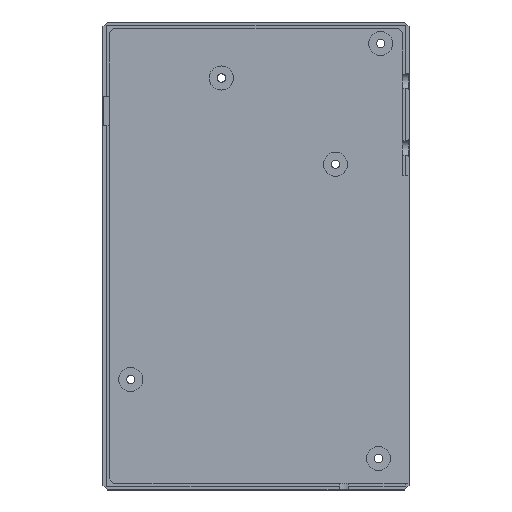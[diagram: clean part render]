
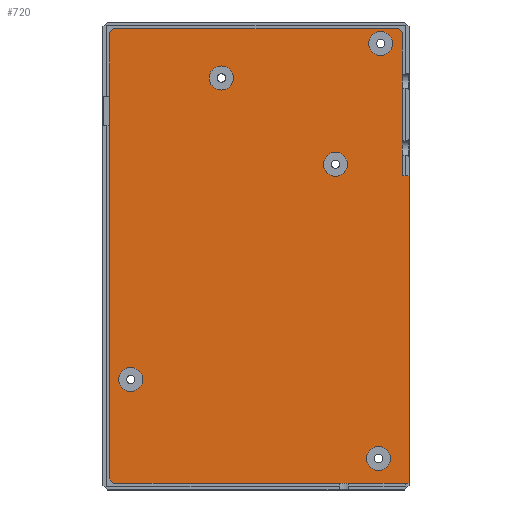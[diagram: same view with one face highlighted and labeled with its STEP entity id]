
A CAD part, top view. The second image highlights one B-rep face of the part: STEP entity #720.
In plain terms, the highlighted planar face has unit normal (0, 0, 1).
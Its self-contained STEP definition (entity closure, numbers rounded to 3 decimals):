
#84 = VERTEX_POINT('',#85);
#85 = CARTESIAN_POINT('',(35.,18.385,-9.));
#91 = EDGE_CURVE('',#92,#84,#94,.T.);
#92 = VERTEX_POINT('',#93);
#93 = CARTESIAN_POINT('',(35.,-52.,-9.));
#94 = LINE('',#95,#96);
#95 = CARTESIAN_POINT('',(35.,-52.,-9.));
#96 = VECTOR('',#97,1.);
#97 = DIRECTION('',(0.,1.,0.));
#529 = EDGE_CURVE('',#92,#530,#532,.T.);
#530 = VERTEX_POINT('',#531);
#531 = CARTESIAN_POINT('',(-32.5,-52.,-9.));
#532 = LINE('',#533,#534);
#533 = CARTESIAN_POINT('',(35.,-52.,-9.));
#534 = VECTOR('',#535,1.);
#535 = DIRECTION('',(-1.,-0.,-0.));
#720 = ADVANCED_FACE('',(#721,#779,#790,#801,#812,#823),#834,.T.);
#721 = FACE_BOUND('',#722,.T.);
#722 = EDGE_LOOP('',(#723,#724,#725,#733,#741,#749,#757,#765,#773));
#723 = ORIENTED_EDGE('',*,*,#529,.F.);
#724 = ORIENTED_EDGE('',*,*,#91,.T.);
#725 = ORIENTED_EDGE('',*,*,#726,.T.);
#726 = EDGE_CURVE('',#84,#727,#729,.T.);
#727 = VERTEX_POINT('',#728);
#728 = CARTESIAN_POINT('',(33.5,18.385,-9.));
#729 = LINE('',#730,#731);
#730 = CARTESIAN_POINT('',(35.,18.385,-9.));
#731 = VECTOR('',#732,1.);
#732 = DIRECTION('',(-1.,-0.,-0.));
#733 = ORIENTED_EDGE('',*,*,#734,.T.);
#734 = EDGE_CURVE('',#727,#735,#737,.T.);
#735 = VERTEX_POINT('',#736);
#736 = CARTESIAN_POINT('',(33.5,51.,-9.));
#737 = LINE('',#738,#739);
#738 = CARTESIAN_POINT('',(33.5,-52.,-9.));
#739 = VECTOR('',#740,1.);
#740 = DIRECTION('',(0.,1.,0.));
#741 = ORIENTED_EDGE('',*,*,#742,.T.);
#742 = EDGE_CURVE('',#735,#743,#745,.T.);
#743 = VERTEX_POINT('',#744);
#744 = CARTESIAN_POINT('',(32.5,52.,-9.));
#745 = LINE('',#746,#747);
#746 = CARTESIAN_POINT('',(37.813,46.688,-9.));
#747 = VECTOR('',#748,1.);
#748 = DIRECTION('',(-0.707,0.707,0.));
#749 = ORIENTED_EDGE('',*,*,#750,.T.);
#750 = EDGE_CURVE('',#743,#751,#753,.T.);
#751 = VERTEX_POINT('',#752);
#752 = CARTESIAN_POINT('',(-32.5,52.,-9.));
#753 = LINE('',#754,#755);
#754 = CARTESIAN_POINT('',(33.5,52.,-9.));
#755 = VECTOR('',#756,1.);
#756 = DIRECTION('',(-1.,0.,0.));
#757 = ORIENTED_EDGE('',*,*,#758,.F.);
#758 = EDGE_CURVE('',#759,#751,#761,.T.);
#759 = VERTEX_POINT('',#760);
#760 = CARTESIAN_POINT('',(-33.5,51.,-9.));
#761 = LINE('',#762,#763);
#762 = CARTESIAN_POINT('',(-37.511,46.989,-9.));
#763 = VECTOR('',#764,1.);
#764 = DIRECTION('',(0.707,0.707,0.));
#765 = ORIENTED_EDGE('',*,*,#766,.T.);
#766 = EDGE_CURVE('',#759,#767,#769,.T.);
#767 = VERTEX_POINT('',#768);
#768 = CARTESIAN_POINT('',(-33.5,-51.,-9.));
#769 = LINE('',#770,#771);
#770 = CARTESIAN_POINT('',(-33.5,52.,-9.));
#771 = VECTOR('',#772,1.);
#772 = DIRECTION('',(0.,-1.,0.));
#773 = ORIENTED_EDGE('',*,*,#774,.F.);
#774 = EDGE_CURVE('',#530,#767,#775,.T.);
#775 = LINE('',#776,#777);
#776 = CARTESIAN_POINT('',(-37.438,-47.063,-9.));
#777 = VECTOR('',#778,1.);
#778 = DIRECTION('',(-0.707,0.707,0.));
#779 = FACE_BOUND('',#780,.T.);
#780 = EDGE_LOOP('',(#781));
#781 = ORIENTED_EDGE('',*,*,#782,.F.);
#782 = EDGE_CURVE('',#783,#783,#785,.T.);
#783 = VERTEX_POINT('',#784);
#784 = CARTESIAN_POINT('',(-25.9,-28.23,-9.));
#785 = CIRCLE('',#786,2.75);
#786 = AXIS2_PLACEMENT_3D('',#787,#788,#789);
#787 = CARTESIAN_POINT('',(-28.65,-28.23,-9.));
#788 = DIRECTION('',(0.,0.,1.));
#789 = DIRECTION('',(1.,0.,0.));
#790 = FACE_BOUND('',#791,.T.);
#791 = EDGE_LOOP('',(#792));
#792 = ORIENTED_EDGE('',*,*,#793,.F.);
#793 = EDGE_CURVE('',#794,#794,#796,.T.);
#794 = VERTEX_POINT('',#795);
#795 = CARTESIAN_POINT('',(30.76,-46.29,-9.));
#796 = CIRCLE('',#797,2.75);
#797 = AXIS2_PLACEMENT_3D('',#798,#799,#800);
#798 = CARTESIAN_POINT('',(28.01,-46.29,-9.));
#799 = DIRECTION('',(0.,0.,1.));
#800 = DIRECTION('',(1.,0.,0.));
#801 = FACE_BOUND('',#802,.T.);
#802 = EDGE_LOOP('',(#803));
#803 = ORIENTED_EDGE('',*,*,#804,.F.);
#804 = EDGE_CURVE('',#805,#805,#807,.T.);
#805 = VERTEX_POINT('',#806);
#806 = CARTESIAN_POINT('',(-5.16,40.71,-9.));
#807 = CIRCLE('',#808,2.75);
#808 = AXIS2_PLACEMENT_3D('',#809,#810,#811);
#809 = CARTESIAN_POINT('',(-7.91,40.71,-9.));
#810 = DIRECTION('',(0.,0.,1.));
#811 = DIRECTION('',(1.,0.,0.));
#812 = FACE_BOUND('',#813,.T.);
#813 = EDGE_LOOP('',(#814));
#814 = ORIENTED_EDGE('',*,*,#815,.F.);
#815 = EDGE_CURVE('',#816,#816,#818,.T.);
#816 = VERTEX_POINT('',#817);
#817 = CARTESIAN_POINT('',(20.94,20.98,-9.));
#818 = CIRCLE('',#819,2.75);
#819 = AXIS2_PLACEMENT_3D('',#820,#821,#822);
#820 = CARTESIAN_POINT('',(18.19,20.98,-9.));
#821 = DIRECTION('',(0.,0.,1.));
#822 = DIRECTION('',(1.,0.,0.));
#823 = FACE_BOUND('',#824,.T.);
#824 = EDGE_LOOP('',(#825));
#825 = ORIENTED_EDGE('',*,*,#826,.F.);
#826 = EDGE_CURVE('',#827,#827,#829,.T.);
#827 = VERTEX_POINT('',#828);
#828 = CARTESIAN_POINT('',(31.25,48.6,-9.));
#829 = CIRCLE('',#830,2.75);
#830 = AXIS2_PLACEMENT_3D('',#831,#832,#833);
#831 = CARTESIAN_POINT('',(28.5,48.6,-9.));
#832 = DIRECTION('',(0.,0.,1.));
#833 = DIRECTION('',(1.,0.,0.));
#834 = PLANE('',#835);
#835 = AXIS2_PLACEMENT_3D('',#836,#837,#838);
#836 = CARTESIAN_POINT('',(0.604,-0.146,-9.));
#837 = DIRECTION('',(0.,0.,1.));
#838 = DIRECTION('',(1.,0.,0.));
